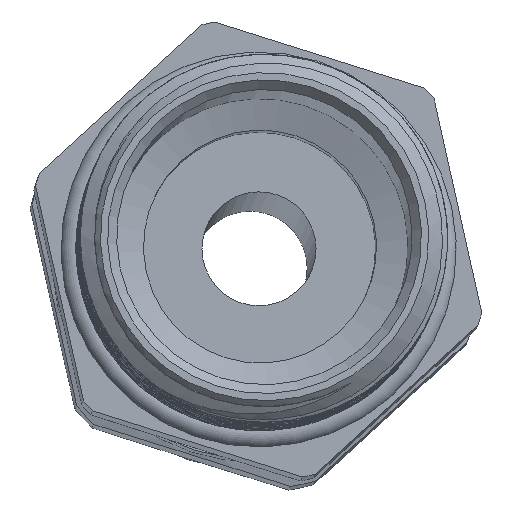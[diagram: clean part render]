
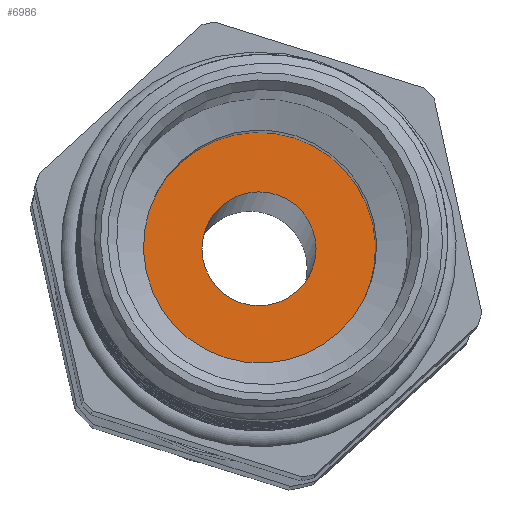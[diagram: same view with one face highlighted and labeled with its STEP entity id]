
A CAD part, front view. The second image highlights one B-rep face of the part: STEP entity #6986.
In plain terms, the highlighted face is planar.
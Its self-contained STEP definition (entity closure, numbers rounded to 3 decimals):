
#257=FACE_BOUND('',#1518,.T.);
#675=CIRCLE('',#8005,3.075);
#679=CIRCLE('',#8013,7.475);
#1074=FACE_OUTER_BOUND('',#1517,.T.);
#1517=EDGE_LOOP('',(#6355));
#1518=EDGE_LOOP('',(#6356));
#3136=VERTEX_POINT('',#16666);
#3140=VERTEX_POINT('',#16678);
#4208=EDGE_CURVE('',#3136,#3136,#675,.T.);
#4212=EDGE_CURVE('',#3140,#3140,#679,.T.);
#6355=ORIENTED_EDGE('',*,*,#4212,.T.);
#6356=ORIENTED_EDGE('',*,*,#4208,.F.);
#6591=PLANE('',#8014);
#6986=ADVANCED_FACE('',(#1074,#257),#6591,.T.);
#8005=AXIS2_PLACEMENT_3D('',#16667,#10197,#10198);
#8013=AXIS2_PLACEMENT_3D('',#16679,#10213,#10214);
#8014=AXIS2_PLACEMENT_3D('',#16680,#10215,#10216);
#10197=DIRECTION('center_axis',(1.,0.,0.));
#10198=DIRECTION('ref_axis',(0.,0.,-1.));
#10213=DIRECTION('center_axis',(1.,0.,0.));
#10214=DIRECTION('ref_axis',(0.,0.,-1.));
#10215=DIRECTION('center_axis',(1.,0.,0.));
#10216=DIRECTION('ref_axis',(0.,0.,-1.));
#16666=CARTESIAN_POINT('',(0.,3.075,0.));
#16667=CARTESIAN_POINT('Origin',(0.,0.,0.));
#16678=CARTESIAN_POINT('',(0.,7.475,0.));
#16679=CARTESIAN_POINT('Origin',(0.,0.,0.));
#16680=CARTESIAN_POINT('Origin',(0.,3.075,0.));
